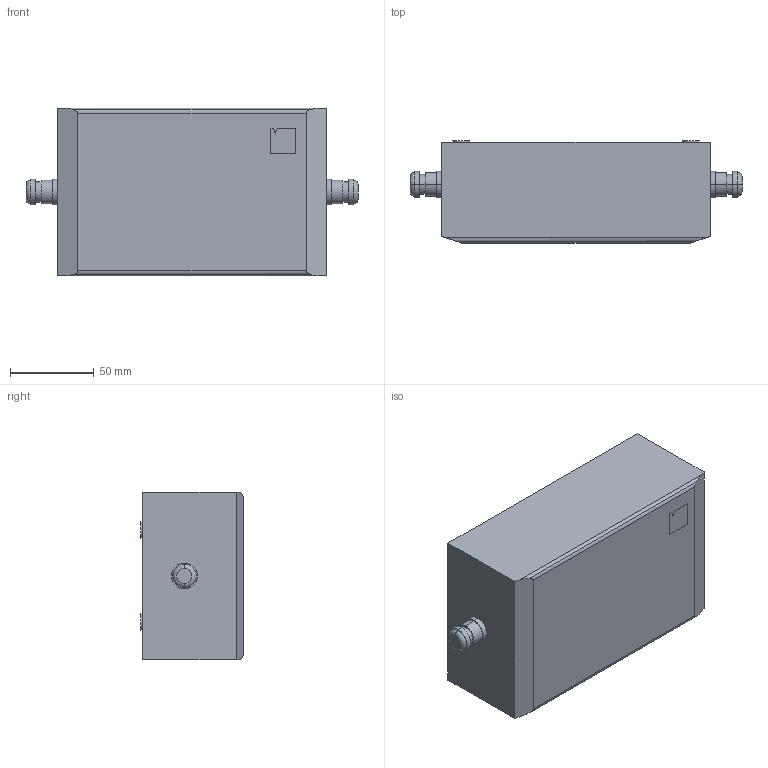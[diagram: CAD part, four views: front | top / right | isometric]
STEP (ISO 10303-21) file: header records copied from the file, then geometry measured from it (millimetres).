
FILE_DESCRIPTION(('STEP AP203'),'1');
FILE_NAME('burster_9243-ip65_8j44d4t5g24r0xjjbimbi8t6o.stp','2013-08-26T19:33:58',('TraceParts'),('TraceParts S.A.'),'XStep 1.0',' ',' ');
FILE_SCHEMA(('CONFIG_CONTROL_DESIGN'));
Length unit declared in the file: millimetre
Products named in the file (1): 1
Bounding box: 198 x 61.1 x 100 mm (x, y, z)
Volume: 960863.7 mm3; surface area: 64086.9 mm2
Topology: 1 solids, 1 shells, 62 faces, 135 edges, 90 vertices
Faces by surface type: plane 30, cylinder 28, torus 4
Entity records: 1771 total; most frequent: DIRECTION 329, CARTESIAN_POINT 288, ORIENTED_EDGE 270, EDGE_CURVE 135, AXIS2_PLACEMENT_3D 131, VERTEX_POINT 90, EDGE_LOOP 77, LINE 67
